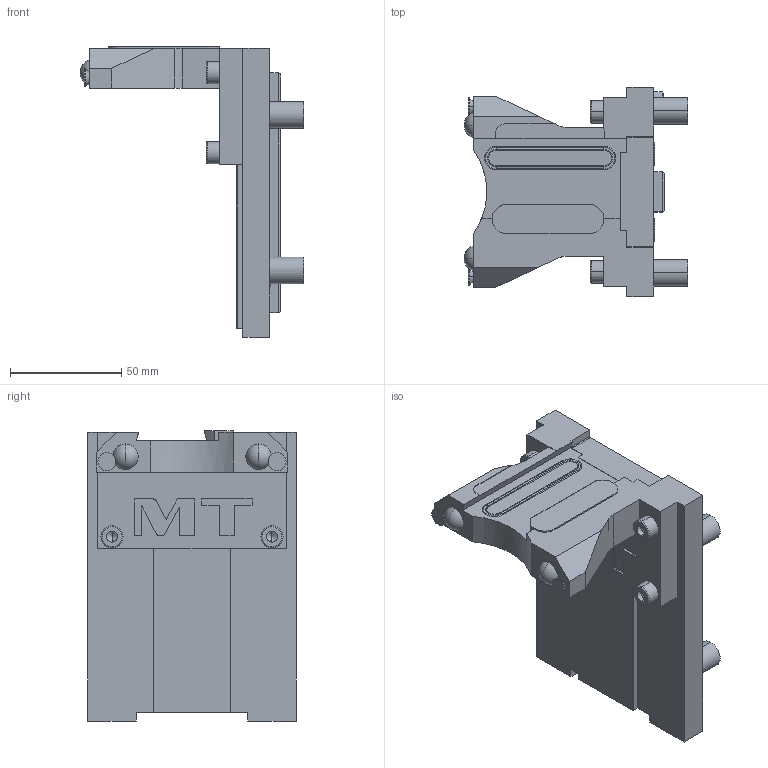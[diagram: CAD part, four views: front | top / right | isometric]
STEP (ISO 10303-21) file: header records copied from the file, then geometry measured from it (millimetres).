
FILE_DESCRIPTION((''),'2;1');
FILE_NAME('DWO1730132L_CONF','2023-05-08T12:02:42',('gvalli'),('M.T. srl'),'CREO PARAMETRIC BY PTC INC, 2021072','CREO PARAMETRIC BY PTC INC, 2021072','');
FILE_SCHEMA(('CONFIG_CONTROL_DESIGN'));
Length unit declared in the file: millimetre
Products named in the file (1): DWO1730132L_CONF
Bounding box: 100.79 x 94 x 130.63 mm (x, y, z)
Volume: 277094.6 mm3; surface area: 52499.1 mm2
Topology: 1 solids, 1 shells, 196 faces, 511 edges, 320 vertices
Faces by surface type: plane 111, cylinder 47, torus 18, cone 14, sphere 4, extrusion 2
Entity records: 6044 total; most frequent: CARTESIAN_POINT 1138, DIRECTION 1025, ORIENTED_EDGE 998, EDGE_CURVE 499, AXIS2_PLACEMENT_3D 342, VECTOR 341, LINE 339, VERTEX_POINT 320
